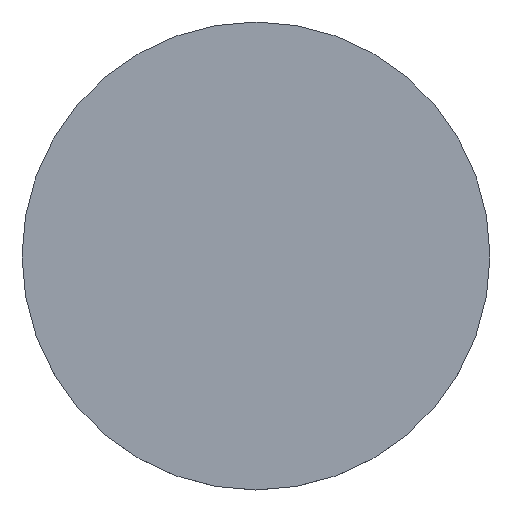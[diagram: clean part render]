
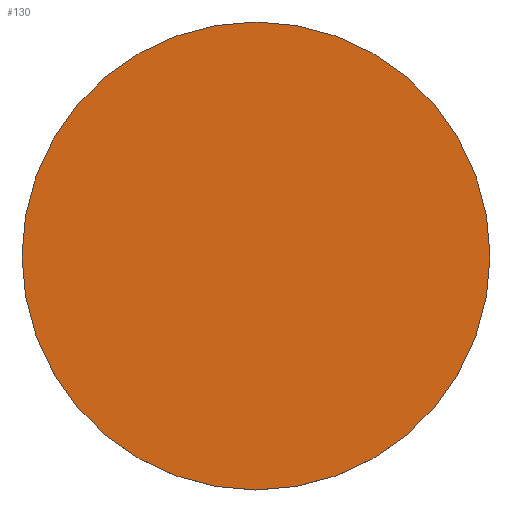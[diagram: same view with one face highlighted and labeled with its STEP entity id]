
A CAD part, top view. The second image highlights one B-rep face of the part: STEP entity #130.
In plain terms, the highlighted planar face has unit normal (0, 0, 1).
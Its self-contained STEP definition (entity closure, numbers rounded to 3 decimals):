
#4 = ORIENTED_EDGE ( 'NONE', *, *, #74, .F. ) ;
#13 = CARTESIAN_POINT ( 'NONE',  ( 0., 52.02, 9.6 ) ) ;
#34 = PLANE ( 'NONE',  #220 ) ;
#59 = VERTEX_POINT ( 'NONE', #93 ) ;
#74 = EDGE_CURVE ( 'NONE', #59, #83, #202, .T. ) ;
#77 = AXIS2_PLACEMENT_3D ( 'NONE', #229, #154, #193 ) ;
#83 = VERTEX_POINT ( 'NONE', #206 ) ;
#89 = EDGE_LOOP ( 'NONE', ( #183, #4 ) ) ;
#93 = CARTESIAN_POINT ( 'NONE',  ( -25.4, 0., 9.6 ) ) ;
#114 = EDGE_CURVE ( 'NONE', #83, #59, #170, .T. ) ;
#118 = DIRECTION ( 'NONE',  ( 1., 0., 0. ) ) ;
#130 = ADVANCED_FACE ( 'NONE', ( #156 ), #34, .T. ) ;
#154 = DIRECTION ( 'NONE',  ( 0., 0., -1. ) ) ;
#156 = FACE_OUTER_BOUND ( 'NONE', #89, .T. ) ;
#170 = CIRCLE ( 'NONE', #77, 25.4 ) ;
#183 = ORIENTED_EDGE ( 'NONE', *, *, #114, .F. ) ;
#189 = AXIS2_PLACEMENT_3D ( 'NONE', #194, #233, #118 ) ;
#193 = DIRECTION ( 'NONE',  ( 1., 0., 0. ) ) ;
#194 = CARTESIAN_POINT ( 'NONE',  ( 0., 0., 9.6 ) ) ;
#202 = CIRCLE ( 'NONE', #189, 25.4 ) ;
#206 = CARTESIAN_POINT ( 'NONE',  ( 25.4, 0., 9.6 ) ) ;
#213 = DIRECTION ( 'NONE',  ( 1., 0., 0. ) ) ;
#215 = DIRECTION ( 'NONE',  ( 0., 0., 1. ) ) ;
#220 = AXIS2_PLACEMENT_3D ( 'NONE', #13, #215, #213 ) ;
#229 = CARTESIAN_POINT ( 'NONE',  ( 0., 0., 9.6 ) ) ;
#233 = DIRECTION ( 'NONE',  ( 0., 0., -1. ) ) ;
